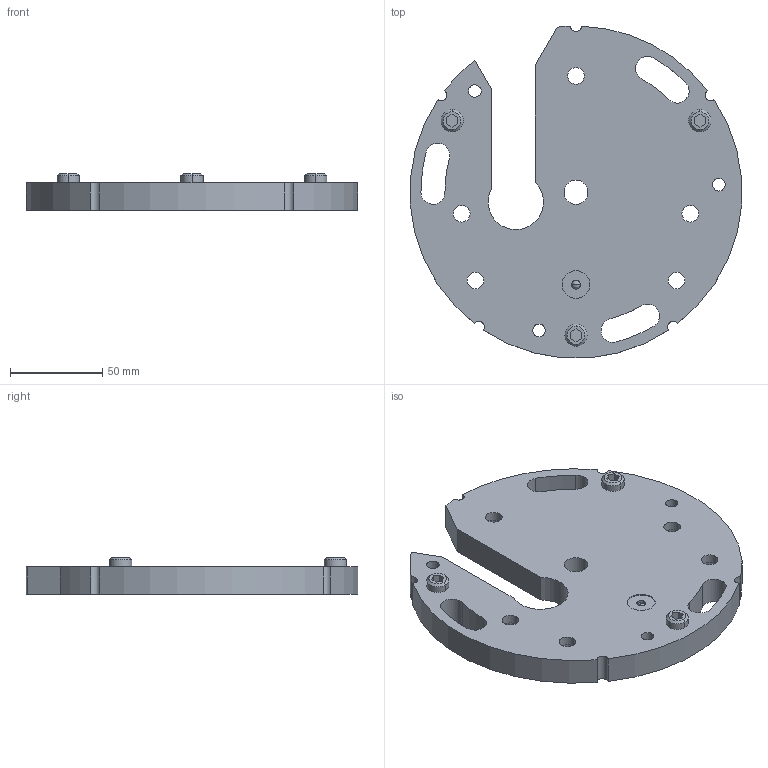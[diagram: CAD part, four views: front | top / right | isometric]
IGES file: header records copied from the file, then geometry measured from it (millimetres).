
Start section: Elysium IGES Interface
Global section: file name: 86HGround_plate_2032215.igs; native system: Creo Elements/Direct Modeling 17.0D  15-Jul-2011; preprocessor: Creo Element/Direct IGES_3D V2.2; author: Unknown; organization: Unknown; date: 20120620.100035; units: millimetre
Bounding box: 179.47 x 179.63 x 20 mm (x, y, z)
Volume: 308896.4 mm3; surface area: 62627.1 mm2
Topology: 1 solids, 1 shells, 121 faces, 304 edges, 199 vertices
Faces by surface type: bspline 121
